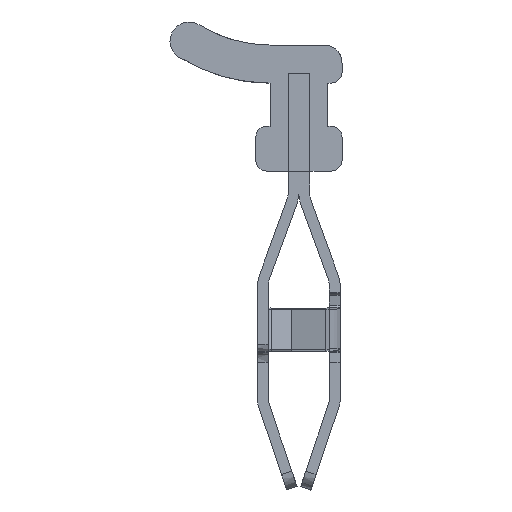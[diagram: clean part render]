
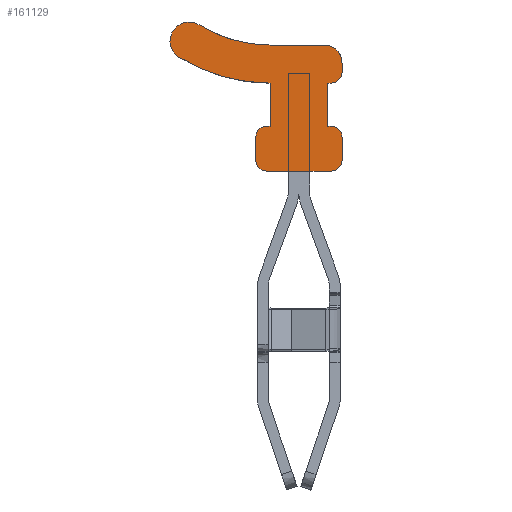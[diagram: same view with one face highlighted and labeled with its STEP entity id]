
A CAD part, left-side view. The second image highlights one B-rep face of the part: STEP entity #161129.
In plain terms, the highlighted planar face has unit normal (-1, 0, 0).
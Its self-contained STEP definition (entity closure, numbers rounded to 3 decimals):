
#134265=AXIS2_PLACEMENT_3D('Circle Axis2P3D',#134263,#134264,$) ;
#134283=AXIS2_PLACEMENT_3D('Circle Axis2P3D',#134281,#134282,$) ;
#134462=AXIS2_PLACEMENT_3D('Circle Axis2P3D',#134460,#134461,$) ;
#142190=AXIS2_PLACEMENT_3D('Circle Axis2P3D',#142188,#142189,$) ;
#142677=AXIS2_PLACEMENT_3D('Circle Axis2P3D',#142675,#142676,$) ;
#148674=AXIS2_PLACEMENT_3D('Circle Axis2P3D',#148672,#148673,$) ;
#153275=AXIS2_PLACEMENT_3D('Circle Axis2P3D',#153273,#153274,$) ;
#153311=AXIS2_PLACEMENT_3D('Circle Axis2P3D',#153309,#153310,$) ;
#153347=AXIS2_PLACEMENT_3D('Circle Axis2P3D',#153345,#153346,$) ;
#161106=AXIS2_PLACEMENT_3D('Plane Axis2P3D',#161103,#161104,#161105) ;
#128179=CARTESIAN_POINT('Vertex',(0.,0.3,8.857)) ;
#128182=CARTESIAN_POINT('Line Origine',(0.,1.2,8.857)) ;
#128186=CARTESIAN_POINT('Vertex',(0.,2.1,8.857)) ;
#128486=CARTESIAN_POINT('Vertex',(0.,2.,10.1)) ;
#129191=CARTESIAN_POINT('Vertex',(0.,2.1,10.1)) ;
#129194=CARTESIAN_POINT('Line Origine',(0.,2.05,10.1)) ;
#134260=CARTESIAN_POINT('Vertex',(0.,0.,9.157)) ;
#134263=CARTESIAN_POINT('Axis2P3D Location',(0.,0.3,9.157)) ;
#134281=CARTESIAN_POINT('Axis2P3D Location',(0.,2.1,9.157)) ;
#134285=CARTESIAN_POINT('Vertex',(0.,2.4,9.157)) ;
#134457=CARTESIAN_POINT('Vertex',(0.,2.4,9.8)) ;
#134460=CARTESIAN_POINT('Axis2P3D Location',(0.,2.1,9.8)) ;
#135799=CARTESIAN_POINT('Line Origine',(0.,2.,10.7)) ;
#135803=CARTESIAN_POINT('Vertex',(0.,2.,11.3)) ;
#137996=CARTESIAN_POINT('Vertex',(0.,0.3,11.3)) ;
#137999=CARTESIAN_POINT('Line Origine',(0.,0.35,11.3)) ;
#138003=CARTESIAN_POINT('Vertex',(0.,0.4,11.3)) ;
#142185=CARTESIAN_POINT('Vertex',(0.,0.5,12.357)) ;
#142188=CARTESIAN_POINT('Axis2P3D Location',(0.,0.5,11.857)) ;
#142192=CARTESIAN_POINT('Vertex',(0.,0.,11.857)) ;
#142567=CARTESIAN_POINT('Vertex',(0.,2.,12.357)) ;
#142570=CARTESIAN_POINT('Line Origine',(0.,1.25,12.357)) ;
#142672=CARTESIAN_POINT('Vertex',(0.,3.972,12.918)) ;
#142675=CARTESIAN_POINT('Axis2P3D Location',(0.,2.,16.1)) ;
#148672=CARTESIAN_POINT('Axis2P3D Location',(0.,2.,16.1)) ;
#148676=CARTESIAN_POINT('Vertex',(0.,4.528,12.02)) ;
#149807=CARTESIAN_POINT('Vertex',(0.,0.4,10.1)) ;
#149810=CARTESIAN_POINT('Line Origine',(0.,0.35,10.1)) ;
#149814=CARTESIAN_POINT('Vertex',(0.,0.3,10.1)) ;
#153248=CARTESIAN_POINT('Vertex',(0.,0.,9.8)) ;
#153251=CARTESIAN_POINT('Line Origine',(0.,0.,9.479)) ;
#153270=CARTESIAN_POINT('Vertex',(0.,0.,11.6)) ;
#153273=CARTESIAN_POINT('Axis2P3D Location',(0.,0.3,11.6)) ;
#153296=CARTESIAN_POINT('Line Origine',(0.,0.,11.729)) ;
#153309=CARTESIAN_POINT('Axis2P3D Location',(0.,4.25,12.469)) ;
#153327=CARTESIAN_POINT('Line Origine',(0.,2.4,9.479)) ;
#153345=CARTESIAN_POINT('Axis2P3D Location',(0.,0.3,9.8)) ;
#160951=CARTESIAN_POINT('Line Origine',(0.,0.4,10.7)) ;
#161103=CARTESIAN_POINT('Axis2P3D Location',(0.,1.2,0.05)) ;
#128183=DIRECTION('Vector Direction',(0.,-1.,0.)) ;
#129195=DIRECTION('Vector Direction',(0.,1.,0.)) ;
#134264=DIRECTION('Axis2P3D Direction',(1.,0.,0.)) ;
#134282=DIRECTION('Axis2P3D Direction',(1.,0.,0.)) ;
#134461=DIRECTION('Axis2P3D Direction',(1.,0.,0.)) ;
#135800=DIRECTION('Vector Direction',(0.,0.,-1.)) ;
#138000=DIRECTION('Vector Direction',(0.,1.,0.)) ;
#142189=DIRECTION('Axis2P3D Direction',(-1.,0.,0.)) ;
#142571=DIRECTION('Vector Direction',(0.,1.,0.)) ;
#142676=DIRECTION('Axis2P3D Direction',(-1.,0.,0.)) ;
#148673=DIRECTION('Axis2P3D Direction',(-1.,0.,0.)) ;
#149811=DIRECTION('Vector Direction',(0.,-1.,0.)) ;
#153252=DIRECTION('Vector Direction',(0.,0.,-1.)) ;
#153274=DIRECTION('Axis2P3D Direction',(-1.,0.,0.)) ;
#153297=DIRECTION('Vector Direction',(0.,0.,-1.)) ;
#153310=DIRECTION('Axis2P3D Direction',(-1.,0.,0.)) ;
#153328=DIRECTION('Vector Direction',(0.,0.,-1.)) ;
#153346=DIRECTION('Axis2P3D Direction',(1.,0.,0.)) ;
#160952=DIRECTION('Vector Direction',(0.,0.,-1.)) ;
#161104=DIRECTION('Axis2P3D Direction',(-1.,0.,0.)) ;
#161105=DIRECTION('Axis2P3D XDirection',(0.,0.,-1.)) ;
#128184=VECTOR('Line Direction',#128183,1.) ;
#129196=VECTOR('Line Direction',#129195,1.) ;
#135801=VECTOR('Line Direction',#135800,1.) ;
#138001=VECTOR('Line Direction',#138000,1.) ;
#142572=VECTOR('Line Direction',#142571,1.) ;
#149812=VECTOR('Line Direction',#149811,1.) ;
#153253=VECTOR('Line Direction',#153252,1.) ;
#153298=VECTOR('Line Direction',#153297,1.) ;
#153329=VECTOR('Line Direction',#153328,1.) ;
#160953=VECTOR('Line Direction',#160952,1.) ;
#161109=ORIENTED_EDGE('',*,*,#160955,.F.) ;
#161110=ORIENTED_EDGE('',*,*,#138005,.T.) ;
#161111=ORIENTED_EDGE('',*,*,#153277,.F.) ;
#161112=ORIENTED_EDGE('',*,*,#153300,.T.) ;
#161113=ORIENTED_EDGE('',*,*,#142194,.T.) ;
#161114=ORIENTED_EDGE('',*,*,#142574,.T.) ;
#161115=ORIENTED_EDGE('',*,*,#142679,.T.) ;
#161116=ORIENTED_EDGE('',*,*,#153313,.T.) ;
#161117=ORIENTED_EDGE('',*,*,#148678,.T.) ;
#161118=ORIENTED_EDGE('',*,*,#135805,.F.) ;
#161119=ORIENTED_EDGE('',*,*,#129198,.F.) ;
#161120=ORIENTED_EDGE('',*,*,#134464,.T.) ;
#161121=ORIENTED_EDGE('',*,*,#153331,.T.) ;
#161122=ORIENTED_EDGE('',*,*,#134287,.T.) ;
#161123=ORIENTED_EDGE('',*,*,#128188,.T.) ;
#161124=ORIENTED_EDGE('',*,*,#134267,.T.) ;
#161125=ORIENTED_EDGE('',*,*,#153255,.F.) ;
#161126=ORIENTED_EDGE('',*,*,#153349,.T.) ;
#161127=ORIENTED_EDGE('',*,*,#149816,.F.) ;
#161129=ADVANCED_FACE('QV_KUNSTSTOFF',(#161128),#161107,.T.) ;
#134266=CIRCLE('generated circle',#134265,0.3) ;
#134284=CIRCLE('generated circle',#134283,0.3) ;
#134463=CIRCLE('generated circle',#134462,0.3) ;
#142191=CIRCLE('generated circle',#142190,0.5) ;
#142678=CIRCLE('generated circle',#142677,3.743) ;
#148675=CIRCLE('generated circle',#148674,4.8) ;
#153276=CIRCLE('generated circle',#153275,0.3) ;
#153312=CIRCLE('generated circle',#153311,0.529) ;
#153348=CIRCLE('generated circle',#153347,0.3) ;
#128188=EDGE_CURVE('',#128187,#128180,#128185,.T.) ;
#129198=EDGE_CURVE('',#129192,#128487,#129197,.F.) ;
#134267=EDGE_CURVE('',#128180,#134261,#134266,.F.) ;
#134287=EDGE_CURVE('',#134286,#128187,#134284,.F.) ;
#134464=EDGE_CURVE('',#129192,#134458,#134463,.F.) ;
#135805=EDGE_CURVE('',#128487,#135804,#135802,.F.) ;
#138005=EDGE_CURVE('',#138004,#137997,#138002,.F.) ;
#142194=EDGE_CURVE('',#142193,#142186,#142191,.T.) ;
#142574=EDGE_CURVE('',#142186,#142568,#142573,.T.) ;
#142679=EDGE_CURVE('',#142568,#142673,#142678,.F.) ;
#148678=EDGE_CURVE('',#148677,#135804,#148675,.T.) ;
#149816=EDGE_CURVE('',#149808,#149815,#149813,.T.) ;
#153255=EDGE_CURVE('',#153249,#134261,#153254,.T.) ;
#153277=EDGE_CURVE('',#153271,#137997,#153276,.F.) ;
#153300=EDGE_CURVE('',#153271,#142193,#153299,.F.) ;
#153313=EDGE_CURVE('',#142673,#148677,#153312,.T.) ;
#153331=EDGE_CURVE('',#134458,#134286,#153330,.T.) ;
#153349=EDGE_CURVE('',#153249,#149815,#153348,.F.) ;
#160955=EDGE_CURVE('',#138004,#149808,#160954,.T.) ;
#161108=EDGE_LOOP('',(#161109,#161110,#161111,#161112,#161113,#161114,#161115,#161116,#161117,#161118,#161119,#161120,#161121,#161122,#161123,#161124,#161125,#161126,#161127)) ;
#161128=FACE_OUTER_BOUND('',#161108,.T.) ;
#128185=LINE('Line',#128182,#128184) ;
#129197=LINE('Line',#129194,#129196) ;
#135802=LINE('Line',#135799,#135801) ;
#138002=LINE('Line',#137999,#138001) ;
#142573=LINE('Line',#142570,#142572) ;
#149813=LINE('Line',#149810,#149812) ;
#153254=LINE('Line',#153251,#153253) ;
#153299=LINE('Line',#153296,#153298) ;
#153330=LINE('Line',#153327,#153329) ;
#160954=LINE('Line',#160951,#160953) ;
#161107=PLANE('',#161106) ;
#128180=VERTEX_POINT('',#128179) ;
#128187=VERTEX_POINT('',#128186) ;
#128487=VERTEX_POINT('',#128486) ;
#129192=VERTEX_POINT('',#129191) ;
#134261=VERTEX_POINT('',#134260) ;
#134286=VERTEX_POINT('',#134285) ;
#134458=VERTEX_POINT('',#134457) ;
#135804=VERTEX_POINT('',#135803) ;
#137997=VERTEX_POINT('',#137996) ;
#138004=VERTEX_POINT('',#138003) ;
#142186=VERTEX_POINT('',#142185) ;
#142193=VERTEX_POINT('',#142192) ;
#142568=VERTEX_POINT('',#142567) ;
#142673=VERTEX_POINT('',#142672) ;
#148677=VERTEX_POINT('',#148676) ;
#149808=VERTEX_POINT('',#149807) ;
#149815=VERTEX_POINT('',#149814) ;
#153249=VERTEX_POINT('',#153248) ;
#153271=VERTEX_POINT('',#153270) ;
